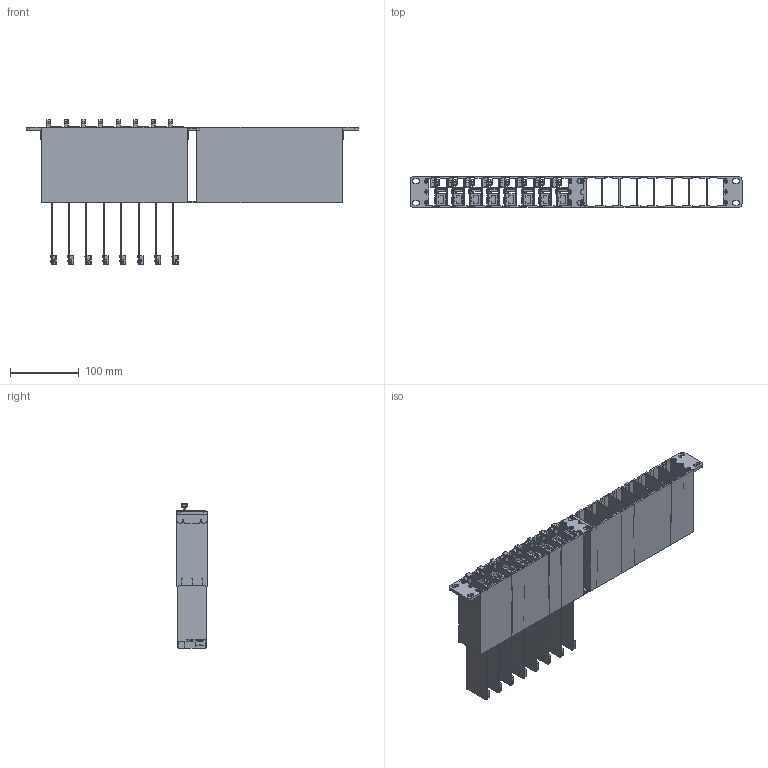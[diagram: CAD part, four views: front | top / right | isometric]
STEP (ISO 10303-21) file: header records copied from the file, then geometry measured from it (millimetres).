
FILE_DESCRIPTION((''),'2;1');
FILE_NAME('ASM0001_ASM','2022-08-26T',('Administrator'),(''),'PRO/ENGINEER BY PARAMETRIC TECHNOLOGY CORPORATION, 2015240','PRO/ENGINEER BY PARAMETRIC TECHNOLOGY CORPORATION, 2015240','');
FILE_SCHEMA(('CONFIG_CONTROL_DESIGN','SHAPE_APPEARANCE_LAYERS_GROUPS'));
Length unit declared in the file: millimetre
Products named in the file (12): HOUSING; PCB; PRT0003; USB-SH_7_2_21_2_1_3_2; HDMI_2; DC; 3-P; HANDLE; PCBA_ASM; FIXED; FIXE; ASM0001_ASM
Assembly tree (23 placements, depth 3):
  ASM0001_ASM
    HOUSING  x2
    PCBA_ASM  x8
      PCB
      PRT0003
      USB-SH_7_2_21_2_1_3_2
      HDMI_2
      DC
      3-P
      HANDLE
    FIXED  x3
    FIXE  x3
Bounding box: 482.6 x 44.5 x 209.98 mm (x, y, z)
Volume: 520633.4 mm3; surface area: 556229.8 mm2
Topology: 64 solids, 64 shells, 7114 faces, 18372 edges, 11532 vertices
Faces by surface type: plane 3515, cylinder 2132, torus 696, cone 415, bspline 268, sphere 88
Entity records: 53802 total; most frequent: CARTESIAN_POINT 10549, ORIENTED_EDGE 7364, DIRECTION 7276, EDGE_CURVE 3682, PRESENTATION_STYLE_ASSIGNMENT 2654, STYLED_ITEM 2654, CURVE_STYLE 2650, VECTOR 2472
